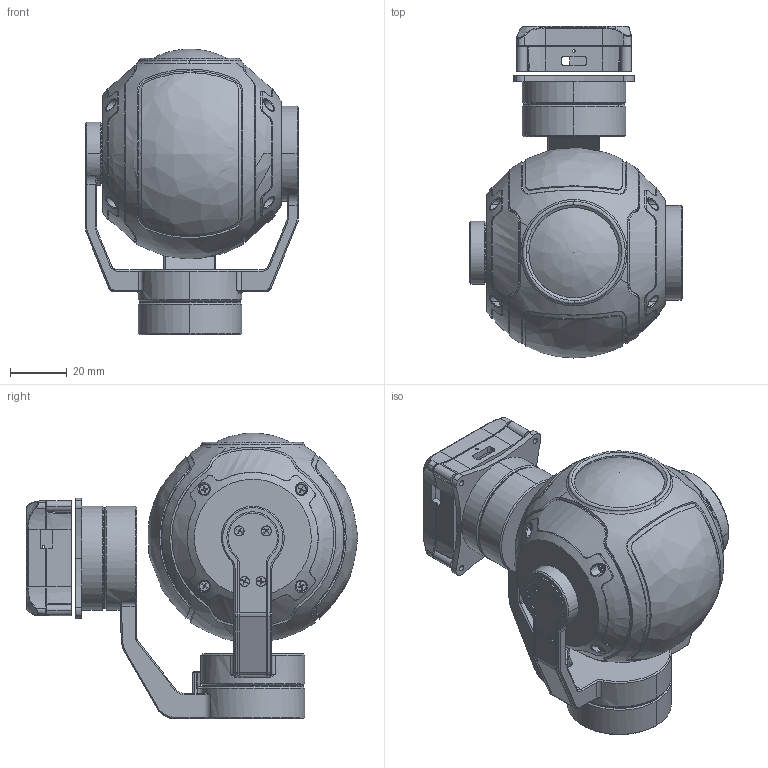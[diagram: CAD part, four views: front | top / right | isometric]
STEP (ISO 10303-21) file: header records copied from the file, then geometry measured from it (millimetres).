
FILE_DESCRIPTION(('FreeCAD Model'),'2;1');
FILE_NAME('Open CASCADE Shape Model','2025-04-27T13:06:59',('FreeCAD'),( 'FreeCAD'),'Open CASCADE STEP processor 7.6','FreeCAD','Unknown');
FILE_SCHEMA(('AUTOMOTIVE_DESIGN { 1 0 10303 214 1 1 1 1 }'));
Products named in the file (1): Open CASCADE STEP translator 7.6 1
Bounding box: 75.13 x 116.57 x 100.36 mm (x, y, z)
Volume: 114437.4 mm3; surface area: 67610.1 mm2
Topology: 11 solids, 24 shells, 2229 faces, 6028 edges, 3797 vertices
Faces by surface type: bspline 2229
Entity records: 123089 total; most frequent: CARTESIAN_POINT 90250, ORIENTED_EDGE 11889, EDGE_CURVE 5945, VERTEX_POINT 3797, B_SPLINE_CURVE_WITH_KNOTS 3525, FACE_BOUND 2337, EDGE_LOOP 2336, ADVANCED_FACE 2229
